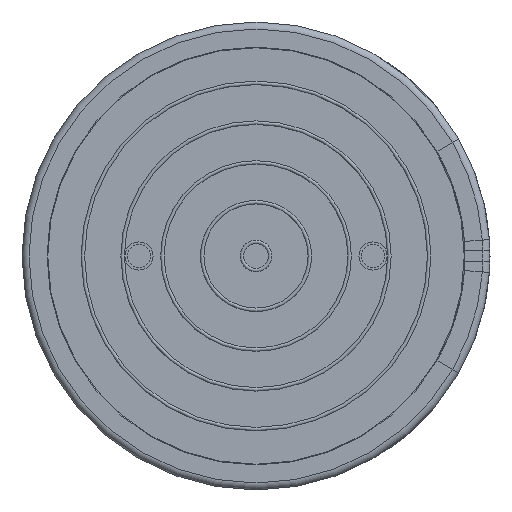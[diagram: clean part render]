
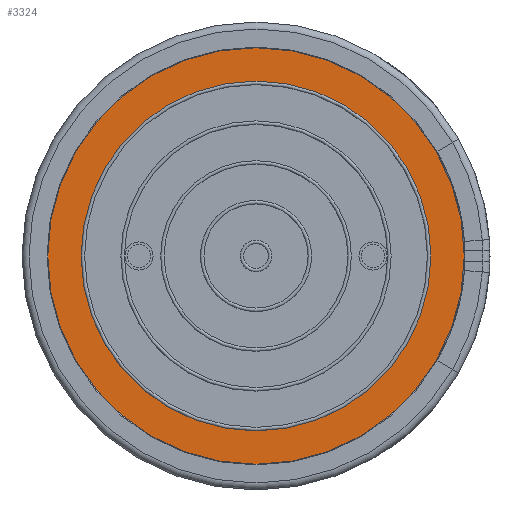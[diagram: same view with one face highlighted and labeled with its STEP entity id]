
A CAD part, front view. The second image highlights one B-rep face of the part: STEP entity #3324.
In plain terms, the highlighted planar face has unit normal (0, -1, 0).
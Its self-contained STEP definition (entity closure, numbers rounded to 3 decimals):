
#74=FACE_BOUND('',#531,.T.);
#256=PLANE('',#3697);
#377=FACE_OUTER_BOUND('',#530,.T.);
#530=EDGE_LOOP('',(#3022,#3023));
#531=EDGE_LOOP('',(#3024,#3025));
#980=CIRCLE('',#3600,8.9);
#981=CIRCLE('',#3601,8.9);
#1015=CIRCLE('',#3644,7.475);
#1016=CIRCLE('',#3645,7.475);
#1416=VERTEX_POINT('',#6540);
#1417=VERTEX_POINT('',#6542);
#1446=VERTEX_POINT('',#6624);
#1447=VERTEX_POINT('',#6625);
#1905=EDGE_CURVE('',#1416,#1417,#980,.T.);
#1906=EDGE_CURVE('',#1417,#1416,#981,.T.);
#1949=EDGE_CURVE('',#1446,#1447,#1015,.T.);
#1950=EDGE_CURVE('',#1447,#1446,#1016,.T.);
#3022=ORIENTED_EDGE('',*,*,#1906,.F.);
#3023=ORIENTED_EDGE('',*,*,#1905,.F.);
#3024=ORIENTED_EDGE('',*,*,#1949,.T.);
#3025=ORIENTED_EDGE('',*,*,#1950,.T.);
#3324=ADVANCED_FACE('',(#377,#74),#256,.T.);
#3600=AXIS2_PLACEMENT_3D('',#6543,#4330,#4331);
#3601=AXIS2_PLACEMENT_3D('',#6544,#4332,#4333);
#3644=AXIS2_PLACEMENT_3D('',#6626,#4427,#4428);
#3645=AXIS2_PLACEMENT_3D('',#6627,#4429,#4430);
#3697=AXIS2_PLACEMENT_3D('',#6721,#4545,#4546);
#4330=DIRECTION('center_axis',(0.,1.,0.));
#4331=DIRECTION('ref_axis',(1.,0.,0.));
#4332=DIRECTION('center_axis',(0.,1.,0.));
#4333=DIRECTION('ref_axis',(1.,0.,0.));
#4427=DIRECTION('center_axis',(0.,1.,0.));
#4428=DIRECTION('ref_axis',(-1.,0.,0.));
#4429=DIRECTION('center_axis',(0.,1.,0.));
#4430=DIRECTION('ref_axis',(-1.,0.,0.));
#4545=DIRECTION('center_axis',(0.,-1.,0.));
#4546=DIRECTION('ref_axis',(0.,0.,-1.));
#6540=CARTESIAN_POINT('',(-8.9,0.1,0.));
#6542=CARTESIAN_POINT('',(8.9,0.1,0.));
#6543=CARTESIAN_POINT('Origin',(0.,0.1,0.));
#6544=CARTESIAN_POINT('Origin',(0.,0.1,0.));
#6624=CARTESIAN_POINT('',(-7.475,0.1,0.));
#6625=CARTESIAN_POINT('',(7.475,0.1,0.));
#6626=CARTESIAN_POINT('Origin',(0.,0.1,0.));
#6627=CARTESIAN_POINT('Origin',(0.,0.1,0.));
#6721=CARTESIAN_POINT('Origin',(0.,0.1,0.));
